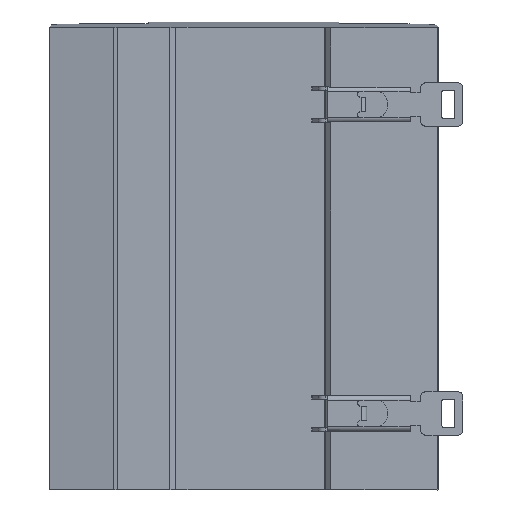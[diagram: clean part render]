
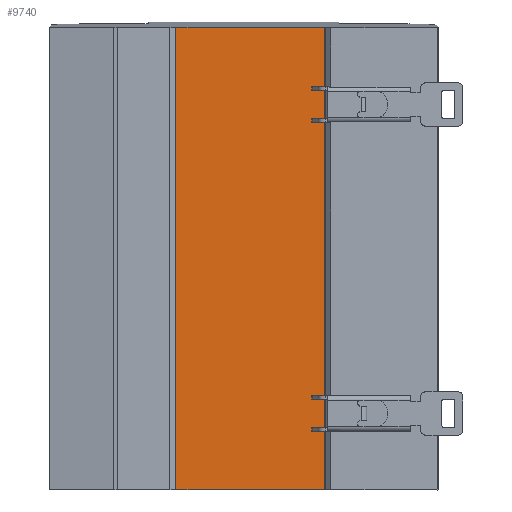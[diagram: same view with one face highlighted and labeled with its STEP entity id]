
A CAD part, front view. The second image highlights one B-rep face of the part: STEP entity #9740.
In plain terms, the highlighted planar face has unit normal (0, -1, -0.018).
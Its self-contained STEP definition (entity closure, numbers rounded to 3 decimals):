
#2500=CARTESIAN_POINT('',(98.029,224.801,
227.258));
#2510=VERTEX_POINT('',#2500);
#2540=CARTESIAN_POINT('',(61.638,224.801,
227.258));
#2550=DIRECTION('',(1.,0.,0.));
#2560=VECTOR('',#2550,1.);
#2570=LINE('',#2540,#2560);
#2580=CARTESIAN_POINT('',(61.638,224.801,
227.258));
#2590=VERTEX_POINT('',#2580);
#2600=EDGE_CURVE('',#2590,#2510,#2570,.T.);
#6340=CARTESIAN_POINT('',(61.638,226.661,
120.692));
#6350=VERTEX_POINT('',#6340);
#6380=CARTESIAN_POINT('',(61.638,226.661,
120.692));
#6390=DIRECTION('',(1.,0.,0.));
#6400=VECTOR('',#6390,1.);
#6410=LINE('',#6380,#6400);
#6420=CARTESIAN_POINT('',(98.029,226.661,
120.692));
#6430=VERTEX_POINT('',#6420);
#6440=EDGE_CURVE('',#6350,#6430,#6410,.T.);
#9470=CARTESIAN_POINT('',(61.638,224.801,
227.258));
#9480=DIRECTION('',(-0.,0.017,-1.));
#9490=VECTOR('',#9480,1.);
#9500=LINE('',#9470,#9490);
#9510=EDGE_CURVE('',#2590,#6350,#9500,.T.);
#9580=CARTESIAN_POINT('',(98.029,224.801,
227.258));
#9590=DIRECTION('',(0.,1.,
0.017));
#9600=DIRECTION('',(1.,0.,0.));
#9610=AXIS2_PLACEMENT_3D('',#9580,#9590,#9600);
#9620=PLANE('',#9610);
#9630=ORIENTED_EDGE('',*,*,#2600,.F.);
#9640=CARTESIAN_POINT('',(98.029,224.801,
227.258));
#9650=DIRECTION('',(-0.,0.017,-1.));
#9660=VECTOR('',#9650,1.);
#9670=LINE('',#9640,#9660);
#9680=EDGE_CURVE('',#2510,#6430,#9670,.T.);
#9690=ORIENTED_EDGE('',*,*,#9680,.F.);
#9700=ORIENTED_EDGE('',*,*,#6440,.T.);
#9710=ORIENTED_EDGE('',*,*,#9510,.T.);
#9720=EDGE_LOOP('',(#9710,#9700,#9690,#9630));
#9730=FACE_OUTER_BOUND('',#9720,.T.);
#9740=ADVANCED_FACE('',(#9730),#9620,.F.);
